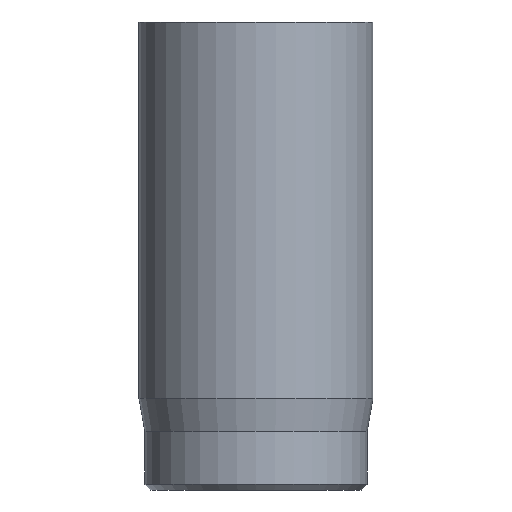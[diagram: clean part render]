
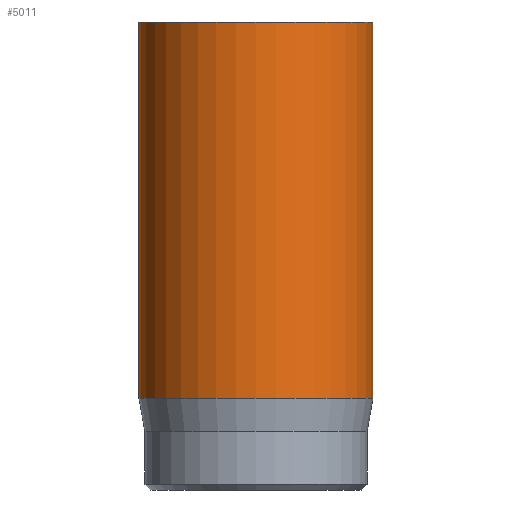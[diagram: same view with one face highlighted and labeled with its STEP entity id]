
A CAD part, front view. The second image highlights one B-rep face of the part: STEP entity #5011.
In plain terms, the highlighted cylindrical face has radius 2 mm (diameter 4 mm), a full revolution.
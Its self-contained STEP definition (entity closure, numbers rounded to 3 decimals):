
#31=CYLINDRICAL_SURFACE('',#5198,2.);
#45=CIRCLE('',#5167,2.);
#57=CIRCLE('',#5196,2.);
#58=CIRCLE('',#5197,2.);
#461=FACE_OUTER_BOUND('',#767,.T.);
#767=EDGE_LOOP('',(#4485,#4486,#4487,#4488,#4489));
#1142=LINE('',#9500,#1523);
#1523=VECTOR('',#5813,2.);
#2326=VERTEX_POINT('',#9447);
#2338=VERTEX_POINT('',#9494);
#2339=VERTEX_POINT('',#9495);
#3041=EDGE_CURVE('',#2326,#2326,#45,.T.);
#3059=EDGE_CURVE('',#2338,#2339,#57,.T.);
#3060=EDGE_CURVE('',#2339,#2338,#58,.T.);
#3062=EDGE_CURVE('',#2326,#2338,#1142,.T.);
#4485=ORIENTED_EDGE('',*,*,#3041,.T.);
#4486=ORIENTED_EDGE('',*,*,#3062,.T.);
#4487=ORIENTED_EDGE('',*,*,#3059,.T.);
#4488=ORIENTED_EDGE('',*,*,#3060,.T.);
#4489=ORIENTED_EDGE('',*,*,#3062,.F.);
#5011=ADVANCED_FACE('',(#461),#31,.T.);
#5167=AXIS2_PLACEMENT_3D('',#9448,#5742,#5743);
#5196=AXIS2_PLACEMENT_3D('',#9496,#5806,#5807);
#5197=AXIS2_PLACEMENT_3D('',#9497,#5808,#5809);
#5198=AXIS2_PLACEMENT_3D('',#9499,#5811,#5812);
#5742=DIRECTION('center_axis',(0.,0.,-1.));
#5743=DIRECTION('ref_axis',(-1.,0.,0.));
#5806=DIRECTION('center_axis',(0.,0.,1.));
#5807=DIRECTION('ref_axis',(-1.,0.,0.));
#5808=DIRECTION('center_axis',(0.,0.,1.));
#5809=DIRECTION('ref_axis',(-1.,0.,0.));
#5811=DIRECTION('center_axis',(0.,0.,1.));
#5812=DIRECTION('ref_axis',(-1.,0.,0.));
#5813=DIRECTION('',(0.,0.,-1.));
#9447=CARTESIAN_POINT('',(2.,0.,8.));
#9448=CARTESIAN_POINT('Origin',(0.,0.,8.));
#9494=CARTESIAN_POINT('',(2.,0.,1.567));
#9495=CARTESIAN_POINT('',(-2.,0.,1.567));
#9496=CARTESIAN_POINT('Origin',(0.,0.,1.567));
#9497=CARTESIAN_POINT('Origin',(0.,0.,1.567));
#9499=CARTESIAN_POINT('Origin',(0.,0.,0.));
#9500=CARTESIAN_POINT('',(2.,0.,0.));
